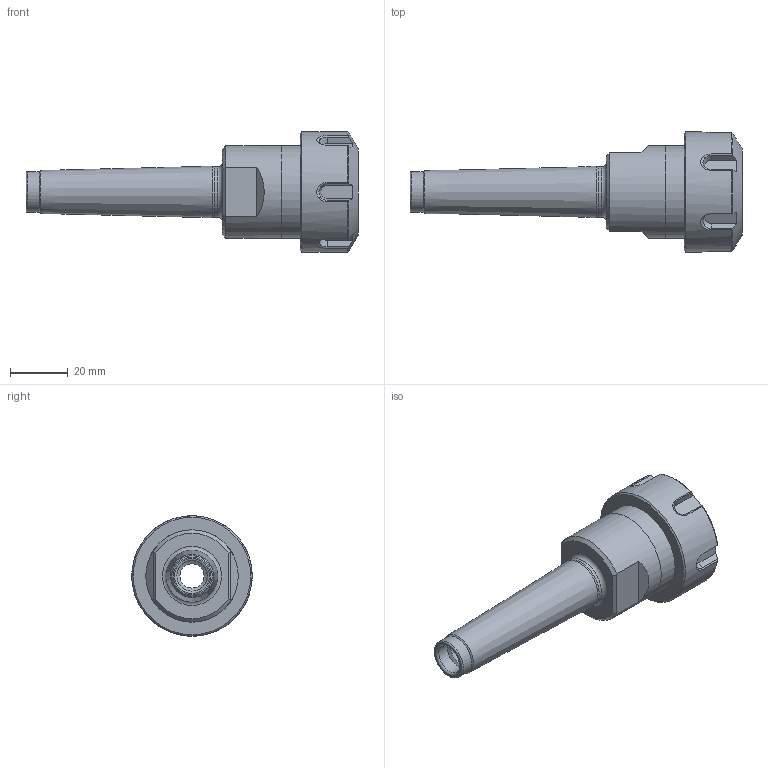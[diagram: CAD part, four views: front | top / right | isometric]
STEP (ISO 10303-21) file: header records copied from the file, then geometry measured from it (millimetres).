
FILE_DESCRIPTION(/* description */ ('Unknown'),/* implementation_level */ '2;1');
FILE_NAME(/* name */ '270212500',/* time_stamp */ '2018-04-09T09:24:47+02:00',/* author */ ('Unknown'),/* organization */ ('Unknown'),/* preprocessor_version */ 'ST-DEVELOPER v16.7',/* originating_system */ 'DEX',/* authorisation */ $);
FILE_SCHEMA (('AUTOMOTIVE_DESIGN {1 0 10303 214 3 1 1}'));
Length unit declared in the file: millimetre
Products named in the file (1): 0012785
Bounding box: 115 x 41.7 x 41.69 mm (x, y, z)
Volume: 38388.3 mm3; surface area: 18175.8 mm2
Topology: 2 solids, 2 shells, 95 faces, 235 edges, 147 vertices
Faces by surface type: plane 43, cone 32, cylinder 14, torus 6
Full cylindrical faces by diameter (mm): 8.376 x2, 10.5 x2, 14 x1, 17.4 x1, 18 x1, 20.9 x1, 26 x1, 30.376 x1, 32 x2, 32.5 x1, 41.7 x1
Entity records: 3316 total; most frequent: CARTESIAN_POINT 624, DIRECTION 396, ORIENTED_EDGE 386, EDGE_CURVE 193, AXIS2_PLACEMENT_3D 163, VERTEX_POINT 137, EDGE_LOOP 134, FACE_BOUND 134
